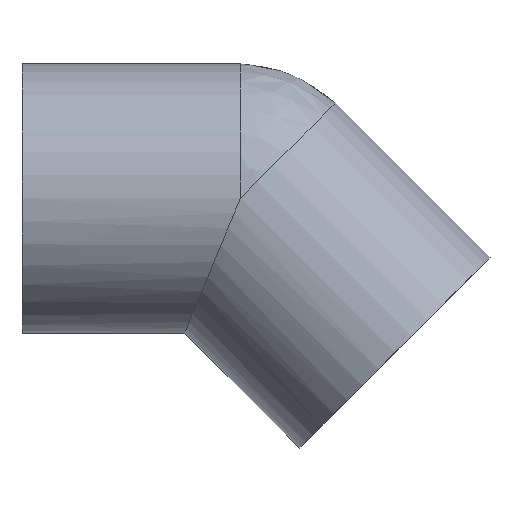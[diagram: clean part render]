
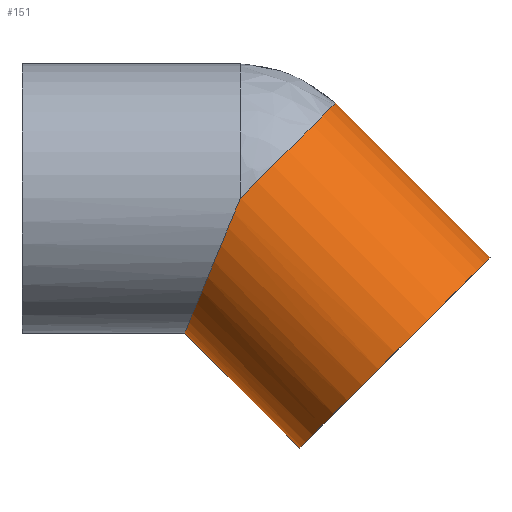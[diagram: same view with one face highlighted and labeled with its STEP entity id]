
A CAD part, top view. The second image highlights one B-rep face of the part: STEP entity #151.
In plain terms, the highlighted cylindrical face has radius 112.5 mm (diameter 225 mm), a partial arc.
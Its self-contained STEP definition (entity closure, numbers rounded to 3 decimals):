
#83 = EDGE_CURVE( '', #145, #161, #217, .T. );
#117 = EDGE_CURVE( '', #161, #173, #256, .T. );
#133 = VERTEX_POINT( '', #276 );
#145 = VERTEX_POINT( '', #289 );
#151 = ADVANCED_FACE( '', ( #295 ), #296, .T. );
#153 = EDGE_CURVE( '', #133, #173, #298, .T. );
#155 = EDGE_CURVE( '', #191, #133, #300, .T. );
#161 = VERTEX_POINT( '', #309 );
#173 = VERTEX_POINT( '', #321 );
#191 = VERTEX_POINT( '', #339 );
#199 = EDGE_CURVE( '', #145, #191, #347, .T. );
#217 = ELLIPSE( '', #356, 121.769, 112.5 );
#256 = CIRCLE( '', #402, 112.5 );
#276 = CARTESIAN_POINT( '', ( 391.097, -49.497, 0. ) );
#289 = CARTESIAN_POINT( '', ( 135.901, -112.5, 0. ) );
#295 = FACE_OUTER_BOUND( '', #450, .T. );
#296 = CYLINDRICAL_SURFACE( '', #451, 112.5 );
#298 = LINE( '', #454, #455 );
#300 = CIRCLE( '', #458, 112.5 );
#309 = CARTESIAN_POINT( '', ( 182.5, 0., 112.5 ) );
#321 = CARTESIAN_POINT( '', ( 262.05, 79.55, 0. ) );
#339 = CARTESIAN_POINT( '', ( 231.997, -208.597, 0. ) );
#347 = LINE( '', #519, #520 );
#356 = AXIS2_PLACEMENT_3D( '', #522, #523, #524 );
#402 = AXIS2_PLACEMENT_3D( '', #585, #586, #587 );
#450 = EDGE_LOOP( '', ( #641, #642, #643, #644, #645 ) );
#451 = AXIS2_PLACEMENT_3D( '', #646, #647, #648 );
#454 = CARTESIAN_POINT( '', ( 326.573, 15.026, 0. ) );
#455 = VECTOR( '', #649, 1. );
#458 = AXIS2_PLACEMENT_3D( '', #650, #651, #652 );
#519 = CARTESIAN_POINT( '', ( 167.474, -144.073, 0. ) );
#520 = VECTOR( '', #694, 1. );
#522 = CARTESIAN_POINT( '', ( 182.5, 0., 0. ) );
#523 = DIRECTION( '', ( -0.924, 0.383, 0. ) );
#524 = DIRECTION( '', ( 0.383, 0.924, 0. ) );
#585 = CARTESIAN_POINT( '', ( 182.5, 0., 0. ) );
#586 = DIRECTION( '', ( -0.707, 0.707, 0. ) );
#587 = DIRECTION( '', ( 0.707, 0.707, 0. ) );
#641 = ORIENTED_EDGE( '', *, *, #153, .T. );
#642 = ORIENTED_EDGE( '', *, *, #117, .F. );
#643 = ORIENTED_EDGE( '', *, *, #83, .F. );
#644 = ORIENTED_EDGE( '', *, *, #199, .T. );
#645 = ORIENTED_EDGE( '', *, *, #155, .T. );
#646 = CARTESIAN_POINT( '', ( 247.023, -64.523, 0. ) );
#647 = DIRECTION( '', ( 0.707, -0.707, 0. ) );
#648 = DIRECTION( '', ( 0.707, 0.707, 0. ) );
#649 = DIRECTION( '', ( -0.707, 0.707, 0. ) );
#650 = CARTESIAN_POINT( '', ( 311.547, -129.047, 0. ) );
#651 = DIRECTION( '', ( -0.707, 0.707, 0. ) );
#652 = DIRECTION( '', ( 0.707, 0.707, 0. ) );
#694 = DIRECTION( '', ( 0.707, -0.707, 0. ) );
